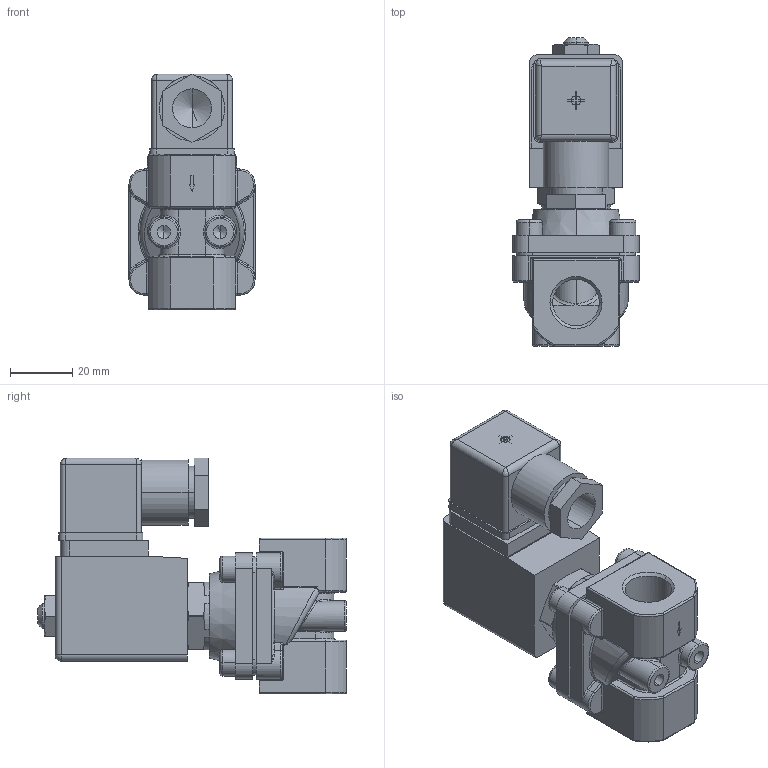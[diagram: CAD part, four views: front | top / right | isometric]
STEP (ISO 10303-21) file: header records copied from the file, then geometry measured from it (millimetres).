
FILE_DESCRIPTION (( 'STEP AP214' ), '1' );
FILE_NAME ('221 DN10 G38.STEP', '2018-02-01T07:51:09', ( '' ), ( '' ), 'SwSTEP 2.0', 'SolidWorks 2015', '' );
FILE_SCHEMA (( 'AUTOMOTIVE_DESIGN' ));
Length unit declared in the file: millimetre
Products named in the file (16): 221 DN10 G38; ENG-003371; ENG-013709_30 001 001; ENG-011942; ENG-016259; ENG-016250; ENG-016089_geschlossen; ENG-016262; ENG-016261; ENG-016257; ENG-016256; ENG-016252_geschlossen; ENG-016248; ENG-016247; ENG-016068_VA; ENG-016067_G38
Assembly tree (18 placements, depth 2):
  221 DN10 G38
    ENG-016067_G38
    ENG-016068_VA
    ENG-016247
    ENG-016248
    ENG-016252_geschlossen
    ENG-016256
    ENG-016257
    ENG-016261
    ENG-016262
    ENG-016089_geschlossen
    ENG-016250
    ENG-016259
    ENG-011942  x4
    ENG-013709_30 001 001
    ENG-003371
Bounding box: 40.5 x 99.1 x 75.7 mm (x, y, z)
Volume: 112764.5 mm3; surface area: 52628.7 mm2
Topology: 18 solids, 20 shells, 1233 faces, 3166 edges, 1998 vertices
Faces by surface type: cylinder 701, plane 271, torus 106, cone 105, bspline 38, sphere 12
Entity records: 47478 total; most frequent: CARTESIAN_POINT 18967, ORIENTED_EDGE 6024, DIRECTION 4626, EDGE_CURVE 3012, AXIS2_PLACEMENT_3D 1938, VERTEX_POINT 1920, EDGE_LOOP 1280, FACE_OUTER_BOUND 1173
